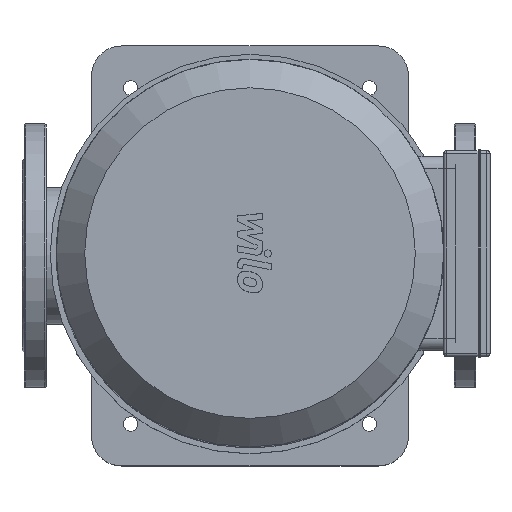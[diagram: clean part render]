
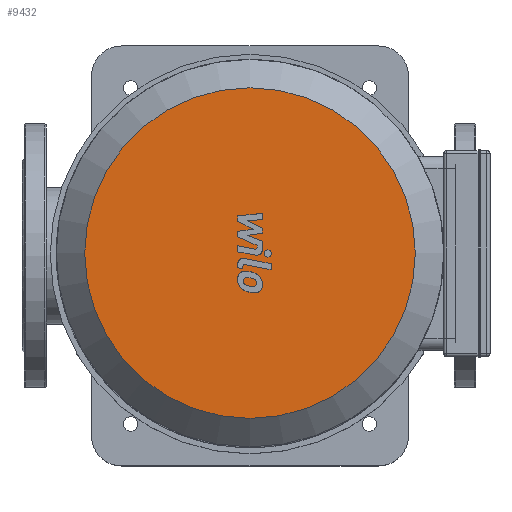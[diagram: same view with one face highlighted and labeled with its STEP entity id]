
A CAD part, top view. The second image highlights one B-rep face of the part: STEP entity #9432.
In plain terms, the highlighted planar face has unit normal (0, 0, 1).
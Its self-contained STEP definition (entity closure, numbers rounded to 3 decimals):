
#2033=PLANE('',#10175);
#2602=FACE_OUTER_BOUND('',#3229,.T.);
#3229=EDGE_LOOP('',(#7361));
#3819=CIRCLE('',#10171,137.75);
#4407=VERTEX_POINT('',#15041);
#5508=EDGE_CURVE('',#4407,#4407,#3819,.T.);
#7361=ORIENTED_EDGE('',*,*,#5508,.F.);
#9432=ADVANCED_FACE('',(#2602),#2033,.F.);
#10171=AXIS2_PLACEMENT_3D('',#15042,#11815,#11816);
#10175=AXIS2_PLACEMENT_3D('',#15048,#11823,#11824);
#11815=DIRECTION('center_axis',(0.,0.,
-1.));
#11816=DIRECTION('ref_axis',(0.,1.,0.));
#11823=DIRECTION('center_axis',(0.,0.,
-1.));
#11824=DIRECTION('ref_axis',(0.,1.,0.));
#15041=CARTESIAN_POINT('',(0.,-137.75,1402.));
#15042=CARTESIAN_POINT('Origin',(0.,0.,1402.));
#15048=CARTESIAN_POINT('Origin',(0.,0.,
1402.));
